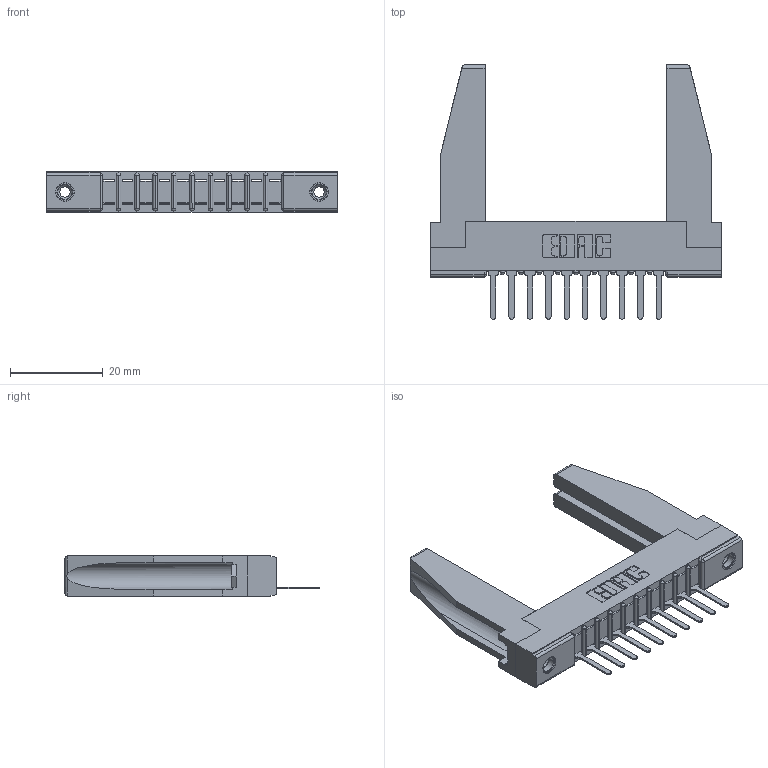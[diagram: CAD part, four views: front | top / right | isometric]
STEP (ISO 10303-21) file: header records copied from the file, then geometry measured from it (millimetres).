
FILE_DESCRIPTION (( 'STEP AP203' ), '1' );
FILE_NAME ('307-010-427-178.STEP', '2020-09-25T07:02:39', ( '' ), ( '' ), 'SwSTEP 2.0', 'SolidWorks 2020', '' );
FILE_SCHEMA (( 'CONFIG_CONTROL_DESIGN' ));
Length unit declared in the file: inch
Products named in the file (5): 307 Part_.156 Dia Mounting Holes; 345-250-001_345-250-001-102; 307-290-001_527; 307-220-078; 307-010-427-178
Assembly tree (15 placements, depth 2):
  307-010-427-178
    307 Part_.156 Dia Mounting Holes
    307-290-001_527  x10
    307-220-078  x2
    345-250-001_345-250-001-102  x2
Bounding box: 62.64 x 54.81 x 8.71 mm (x, y, z)
Volume: 7984.3 mm3; surface area: 9598.4 mm2
Topology: 15 solids, 15 shells, 819 faces, 2273 edges, 1462 vertices
Faces by surface type: plane 524, cylinder 257, sphere 22, cone 12, torus 4
Entity records: 14925 total; most frequent: CARTESIAN_POINT 2502, ORIENTED_EDGE 2444, DIRECTION 2408, EDGE_CURVE 1222, LINE 928, VECTOR 928, VERTEX_POINT 792, AXIS2_PLACEMENT_3D 740
